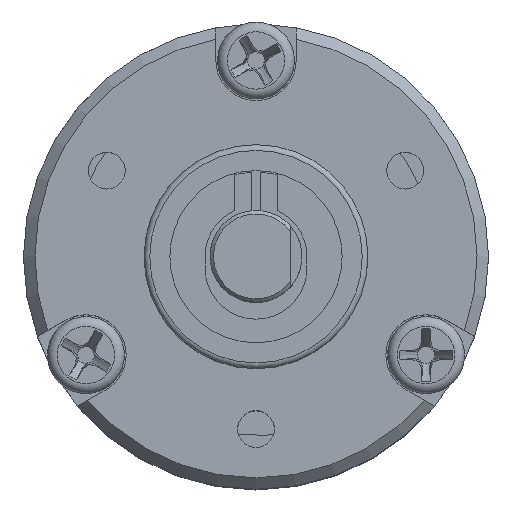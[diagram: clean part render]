
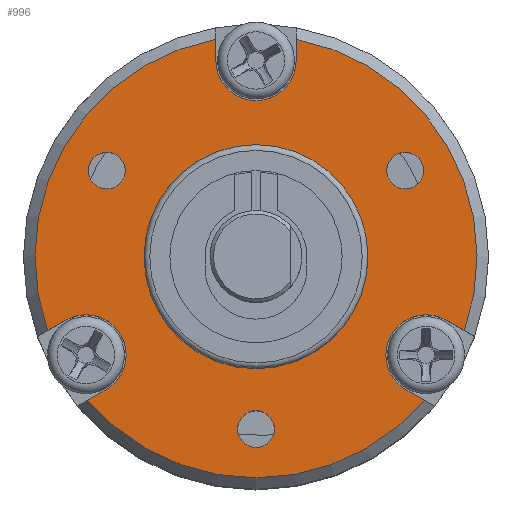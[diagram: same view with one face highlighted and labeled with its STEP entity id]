
A CAD part, top view. The second image highlights one B-rep face of the part: STEP entity #996.
In plain terms, the highlighted face is planar.
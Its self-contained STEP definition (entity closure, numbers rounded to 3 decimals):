
#545=LINE('',#6208,#780);
#546=LINE('',#6210,#781);
#547=LINE('',#6214,#782);
#548=LINE('',#6218,#783);
#549=LINE('',#6222,#784);
#550=LINE('',#6223,#785);
#780=VECTOR('',#5004,1.);
#781=VECTOR('',#5005,1.);
#782=VECTOR('',#5008,1.);
#783=VECTOR('',#5011,1.);
#784=VECTOR('',#5014,1.);
#785=VECTOR('',#5015,1.);
#996=ADVANCED_FACE('',(#1316,#1317,#1318,#1319,#1320),#1178,.T.);
#1178=PLANE('',#4165);
#1316=FACE_BOUND('',#1585,.T.);
#1317=FACE_BOUND('',#1586,.T.);
#1318=FACE_BOUND('',#1587,.T.);
#1319=FACE_BOUND('',#1588,.T.);
#1320=FACE_BOUND('',#1589,.T.);
#1585=EDGE_LOOP('',(#2261));
#1586=EDGE_LOOP('',(#2262));
#1587=EDGE_LOOP('',(#2263));
#1588=EDGE_LOOP('',(#2264,#2265,#2266,#2267,#2268,#2269,#2270,#2271,#2272,
#2273,#2274,#2275));
#1589=EDGE_LOOP('',(#2276));
#2261=ORIENTED_EDGE('',*,*,#3392,.T.);
#2262=ORIENTED_EDGE('',*,*,#3393,.T.);
#2263=ORIENTED_EDGE('',*,*,#3394,.T.);
#2264=ORIENTED_EDGE('',*,*,#3395,.T.);
#2265=ORIENTED_EDGE('',*,*,#3376,.T.);
#2266=ORIENTED_EDGE('',*,*,#3396,.F.);
#2267=ORIENTED_EDGE('',*,*,#3397,.F.);
#2268=ORIENTED_EDGE('',*,*,#3398,.T.);
#2269=ORIENTED_EDGE('',*,*,#3399,.T.);
#2270=ORIENTED_EDGE('',*,*,#3400,.F.);
#2271=ORIENTED_EDGE('',*,*,#3401,.F.);
#2272=ORIENTED_EDGE('',*,*,#3402,.T.);
#2273=ORIENTED_EDGE('',*,*,#3378,.T.);
#2274=ORIENTED_EDGE('',*,*,#3403,.F.);
#2275=ORIENTED_EDGE('',*,*,#3404,.F.);
#2276=ORIENTED_EDGE('',*,*,#3405,.F.);
#2949=VERTEX_POINT('',#6153);
#2951=VERTEX_POINT('',#6163);
#2952=VERTEX_POINT('',#6170);
#2954=VERTEX_POINT('',#6173);
#2965=VERTEX_POINT('',#6203);
#2966=VERTEX_POINT('',#6205);
#2967=VERTEX_POINT('',#6207);
#2968=VERTEX_POINT('',#6209);
#2969=VERTEX_POINT('',#6211);
#2970=VERTEX_POINT('',#6213);
#2971=VERTEX_POINT('',#6215);
#2972=VERTEX_POINT('',#6217);
#2973=VERTEX_POINT('',#6219);
#2974=VERTEX_POINT('',#6221);
#2975=VERTEX_POINT('',#6224);
#2976=VERTEX_POINT('',#6227);
#3376=EDGE_CURVE('',#2949,#2951,#3764,.T.);
#3378=EDGE_CURVE('',#2954,#2952,#3765,.T.);
#3392=EDGE_CURVE('',#2965,#2965,#3772,.T.);
#3393=EDGE_CURVE('',#2966,#2966,#3773,.T.);
#3394=EDGE_CURVE('',#2967,#2967,#3774,.T.);
#3395=EDGE_CURVE('',#2968,#2949,#545,.T.);
#3396=EDGE_CURVE('',#2969,#2951,#546,.T.);
#3397=EDGE_CURVE('',#2970,#2969,#3775,.T.);
#3398=EDGE_CURVE('',#2970,#2971,#547,.T.);
#3399=EDGE_CURVE('',#2971,#2972,#3776,.T.);
#3400=EDGE_CURVE('',#2973,#2972,#548,.T.);
#3401=EDGE_CURVE('',#2974,#2973,#3777,.T.);
#3402=EDGE_CURVE('',#2974,#2954,#549,.T.);
#3403=EDGE_CURVE('',#2975,#2952,#550,.T.);
#3404=EDGE_CURVE('',#2968,#2975,#3778,.T.);
#3405=EDGE_CURVE('',#2976,#2976,#3779,.T.);
#3764=CIRCLE('',#4146,19.25);
#3765=CIRCLE('',#4148,19.25);
#3772=CIRCLE('',#4157,1.6);
#3773=CIRCLE('',#4158,1.6);
#3774=CIRCLE('',#4159,1.6);
#3775=CIRCLE('',#4160,3.5);
#3776=CIRCLE('',#4161,19.25);
#3777=CIRCLE('',#4162,3.5);
#3778=CIRCLE('',#4163,3.5);
#3779=CIRCLE('',#4164,9.75);
#4146=AXIS2_PLACEMENT_3D('',#6164,#4970,#4971);
#4148=AXIS2_PLACEMENT_3D('',#6172,#4974,#4975);
#4157=AXIS2_PLACEMENT_3D('',#6202,#4998,#4999);
#4158=AXIS2_PLACEMENT_3D('',#6204,#5000,#5001);
#4159=AXIS2_PLACEMENT_3D('',#6206,#5002,#5003);
#4160=AXIS2_PLACEMENT_3D('',#6212,#5006,#5007);
#4161=AXIS2_PLACEMENT_3D('',#6216,#5009,#5010);
#4162=AXIS2_PLACEMENT_3D('',#6220,#5012,#5013);
#4163=AXIS2_PLACEMENT_3D('',#6225,#5016,#5017);
#4164=AXIS2_PLACEMENT_3D('',#6226,#5018,#5019);
#4165=AXIS2_PLACEMENT_3D('',#6228,#5020,#5021);
#4970=DIRECTION('',(0.,0.,-1.));
#4971=DIRECTION('',(1.,0.,0.));
#4974=DIRECTION('',(0.,0.,-1.));
#4975=DIRECTION('',(1.,0.,0.));
#4998=DIRECTION('',(0.,0.,1.));
#4999=DIRECTION('',(0.5,-0.866,0.));
#5000=DIRECTION('',(0.,0.,1.));
#5001=DIRECTION('',(0.5,0.866,0.));
#5002=DIRECTION('',(0.,0.,1.));
#5003=DIRECTION('',(-1.,0.,0.));
#5004=DIRECTION('',(0.866,0.5,0.));
#5005=DIRECTION('',(0.,-1.,0.));
#5006=DIRECTION('',(0.,0.,-1.));
#5007=DIRECTION('',(1.,0.,0.));
#5008=DIRECTION('',(0.,-1.,0.));
#5009=DIRECTION('',(0.,0.,-1.));
#5010=DIRECTION('',(1.,0.,0.));
#5011=DIRECTION('',(-0.866,0.5,0.));
#5012=DIRECTION('',(0.,0.,-1.));
#5013=DIRECTION('',(-0.5,-0.866,0.));
#5014=DIRECTION('',(-0.866,0.5,0.));
#5015=DIRECTION('',(0.866,0.5,0.));
#5016=DIRECTION('',(0.,0.,-1.));
#5017=DIRECTION('',(-0.5,0.866,0.));
#5018=DIRECTION('',(0.,0.,-1.));
#5019=DIRECTION('',(1.,0.,0.));
#5020=DIRECTION('',(0.,0.,-1.));
#5021=DIRECTION('',(1.,0.,0.));
#6153=CARTESIAN_POINT('',(37.643,25.933,-20.8));
#6163=CARTESIAN_POINT('',(23.,0.571,-20.8));
#6164=CARTESIAN_POINT('',(19.5,19.5,-20.8));
#6170=CARTESIAN_POINT('',(34.143,31.996,-20.8));
#6172=CARTESIAN_POINT('',(19.5,19.5,-20.8));
#6173=CARTESIAN_POINT('',(4.857,31.996,-20.8));
#6202=CARTESIAN_POINT('',(6.51,12.,-20.8));
#6203=CARTESIAN_POINT('',(7.31,10.614,-20.8));
#6204=CARTESIAN_POINT('',(32.49,12.,-20.8));
#6205=CARTESIAN_POINT('',(33.29,13.386,-20.8));
#6206=CARTESIAN_POINT('',(19.5,34.5,-20.8));
#6207=CARTESIAN_POINT('',(17.9,34.5,-20.8));
#6208=CARTESIAN_POINT('',(41.688,28.269,-20.8));
#6209=CARTESIAN_POINT('',(36.059,25.019,-20.8));
#6210=CARTESIAN_POINT('',(23.,-4.1,-20.8));
#6211=CARTESIAN_POINT('',(23.,2.4,-20.8));
#6212=CARTESIAN_POINT('',(19.5,2.4,-20.8));
#6213=CARTESIAN_POINT('',(16.,2.4,-20.8));
#6214=CARTESIAN_POINT('',(16.,-4.1,-20.8));
#6215=CARTESIAN_POINT('',(16.,0.571,-20.8));
#6216=CARTESIAN_POINT('',(19.5,19.5,-20.8));
#6217=CARTESIAN_POINT('',(1.357,25.933,-20.8));
#6218=CARTESIAN_POINT('',(-2.688,28.269,-20.8));
#6219=CARTESIAN_POINT('',(2.941,25.019,-20.8));
#6220=CARTESIAN_POINT('',(4.691,28.05,-20.8));
#6221=CARTESIAN_POINT('',(6.441,31.081,-20.8));
#6222=CARTESIAN_POINT('',(0.812,34.331,-20.8));
#6223=CARTESIAN_POINT('',(38.188,34.331,-20.8));
#6224=CARTESIAN_POINT('',(32.559,31.081,-20.8));
#6225=CARTESIAN_POINT('',(34.309,28.05,-20.8));
#6226=CARTESIAN_POINT('',(19.5,19.5,-20.8));
#6227=CARTESIAN_POINT('',(29.25,19.5,-20.8));
#6228=CARTESIAN_POINT('',(19.5,19.5,-20.8));
